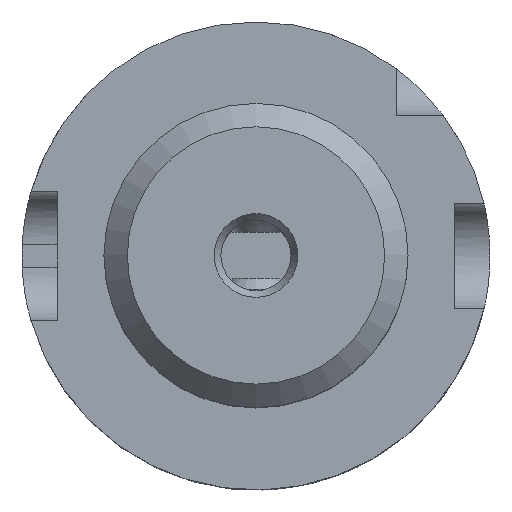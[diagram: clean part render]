
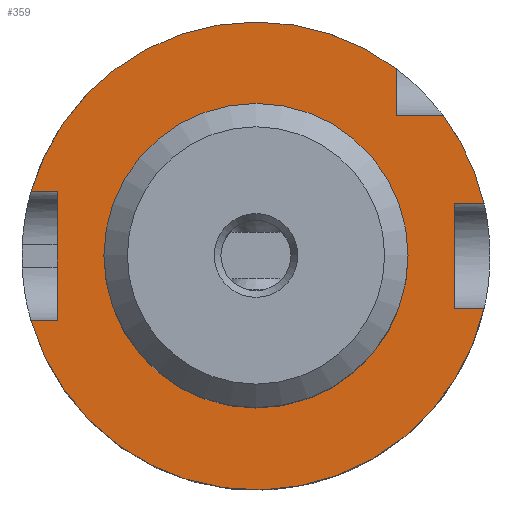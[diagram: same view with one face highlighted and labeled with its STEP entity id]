
A CAD part, top view. The second image highlights one B-rep face of the part: STEP entity #359.
In plain terms, the highlighted planar face has unit normal (0, 0, 1).
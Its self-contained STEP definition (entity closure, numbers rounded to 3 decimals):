
#87=PLANE('',#1741);
#162=LINE('',#3063,#225);
#163=LINE('',#3066,#226);
#164=LINE('',#3067,#227);
#165=LINE('',#3069,#228);
#166=LINE('',#3071,#229);
#167=LINE('',#3072,#230);
#168=LINE('',#3074,#231);
#169=LINE('',#3078,#232);
#225=VECTOR('',#1998,1.);
#226=VECTOR('',#1999,1.);
#227=VECTOR('',#2000,1.);
#228=VECTOR('',#2001,1.);
#229=VECTOR('',#2002,1.);
#230=VECTOR('',#2003,1.);
#231=VECTOR('',#2004,1.);
#232=VECTOR('',#2007,1.);
#306=FACE_BOUND('',#577,.T.);
#307=FACE_BOUND('',#578,.T.);
#359=ADVANCED_FACE('',(#306,#307),#87,.F.);
#577=EDGE_LOOP('',(#865));
#578=EDGE_LOOP('',(#866,#867,#868,#869,#870,#871,#872,#873,#874,#875,#876));
#668=CIRCLE('',#1674,20.);
#675=CIRCLE('',#1687,20.);
#705=CIRCLE('',#1738,13.);
#706=CIRCLE('',#1740,20.);
#865=ORIENTED_EDGE('',*,*,#1458,.F.);
#866=ORIENTED_EDGE('',*,*,#1459,.T.);
#867=ORIENTED_EDGE('',*,*,#1460,.T.);
#868=ORIENTED_EDGE('',*,*,#1362,.T.);
#869=ORIENTED_EDGE('',*,*,#1461,.T.);
#870=ORIENTED_EDGE('',*,*,#1462,.T.);
#871=ORIENTED_EDGE('',*,*,#1463,.T.);
#872=ORIENTED_EDGE('',*,*,#1385,.T.);
#873=ORIENTED_EDGE('',*,*,#1464,.T.);
#874=ORIENTED_EDGE('',*,*,#1465,.T.);
#875=ORIENTED_EDGE('',*,*,#1466,.T.);
#876=ORIENTED_EDGE('',*,*,#1467,.T.);
#1203=VERTEX_POINT('',#2365);
#1204=VERTEX_POINT('',#2366);
#1221=VERTEX_POINT('',#2522);
#1222=VERTEX_POINT('',#2523);
#1285=VERTEX_POINT('',#3061);
#1286=VERTEX_POINT('',#3064);
#1287=VERTEX_POINT('',#3065);
#1288=VERTEX_POINT('',#3068);
#1289=VERTEX_POINT('',#3070);
#1290=VERTEX_POINT('',#3073);
#1291=VERTEX_POINT('',#3075);
#1292=VERTEX_POINT('',#3077);
#1362=EDGE_CURVE('',#1203,#1204,#668,.T.);
#1385=EDGE_CURVE('',#1221,#1222,#675,.T.);
#1458=EDGE_CURVE('',#1285,#1285,#705,.T.);
#1459=EDGE_CURVE('',#1286,#1287,#162,.T.);
#1460=EDGE_CURVE('',#1287,#1203,#163,.T.);
#1461=EDGE_CURVE('',#1204,#1288,#164,.T.);
#1462=EDGE_CURVE('',#1288,#1289,#165,.T.);
#1463=EDGE_CURVE('',#1289,#1221,#166,.T.);
#1464=EDGE_CURVE('',#1222,#1290,#167,.T.);
#1465=EDGE_CURVE('',#1290,#1291,#168,.T.);
#1466=EDGE_CURVE('',#1291,#1292,#706,.T.);
#1467=EDGE_CURVE('',#1292,#1286,#169,.T.);
#1674=AXIS2_PLACEMENT_3D('',#2364,#1850,#1851);
#1687=AXIS2_PLACEMENT_3D('',#2521,#1880,#1881);
#1738=AXIS2_PLACEMENT_3D('',#3060,#1994,#1995);
#1740=AXIS2_PLACEMENT_3D('',#3076,#2005,#2006);
#1741=AXIS2_PLACEMENT_3D('',#3079,#2008,#2009);
#1850=DIRECTION('',(0.,0.,1.));
#1851=DIRECTION('',(0.,1.,0.));
#1880=DIRECTION('',(0.,0.,1.));
#1881=DIRECTION('',(0.,1.,0.));
#1994=DIRECTION('',(0.,0.,1.));
#1995=DIRECTION('',(0.,1.,0.));
#1998=DIRECTION('',(0.,-1.,0.));
#1999=DIRECTION('',(-1.,0.,0.));
#2000=DIRECTION('',(-1.,0.,0.));
#2001=DIRECTION('',(0.,1.,0.));
#2002=DIRECTION('',(1.,0.,0.));
#2003=DIRECTION('',(-1.,0.,0.));
#2004=DIRECTION('',(0.,1.,0.));
#2005=DIRECTION('',(0.,0.,1.));
#2006=DIRECTION('',(0.,1.,0.));
#2007=DIRECTION('',(1.,0.,0.));
#2008=DIRECTION('',(0.,0.,-1.));
#2009=DIRECTION('',(0.,1.,0.));
#2364=CARTESIAN_POINT('',(0.,0.,20.));
#2365=CARTESIAN_POINT('',(-19.229,-5.5,20.));
#2366=CARTESIAN_POINT('',(19.487,-4.5,20.));
#2521=CARTESIAN_POINT('',(0.,0.,20.));
#2522=CARTESIAN_POINT('',(19.487,4.5,20.));
#2523=CARTESIAN_POINT('',(16.,12.,20.));
#3060=CARTESIAN_POINT('',(0.,0.,20.));
#3061=CARTESIAN_POINT('',(0.,13.,20.));
#3063=CARTESIAN_POINT('',(-17.,-20.,20.));
#3064=CARTESIAN_POINT('',(-17.,5.5,20.));
#3065=CARTESIAN_POINT('',(-17.,-5.5,20.));
#3066=CARTESIAN_POINT('',(0.,-5.5,20.));
#3067=CARTESIAN_POINT('',(0.,-4.5,20.));
#3068=CARTESIAN_POINT('',(17.,-4.5,20.));
#3069=CARTESIAN_POINT('',(17.,-20.,20.));
#3070=CARTESIAN_POINT('',(17.,4.5,20.));
#3071=CARTESIAN_POINT('',(0.,4.5,20.));
#3072=CARTESIAN_POINT('',(0.,12.,20.));
#3073=CARTESIAN_POINT('',(12.,12.,20.));
#3074=CARTESIAN_POINT('',(12.,-20.,20.));
#3075=CARTESIAN_POINT('',(12.,16.,20.));
#3076=CARTESIAN_POINT('',(0.,0.,20.));
#3077=CARTESIAN_POINT('',(-19.229,5.5,20.));
#3078=CARTESIAN_POINT('',(0.,5.5,20.));
#3079=CARTESIAN_POINT('',(0.,-20.,20.));
